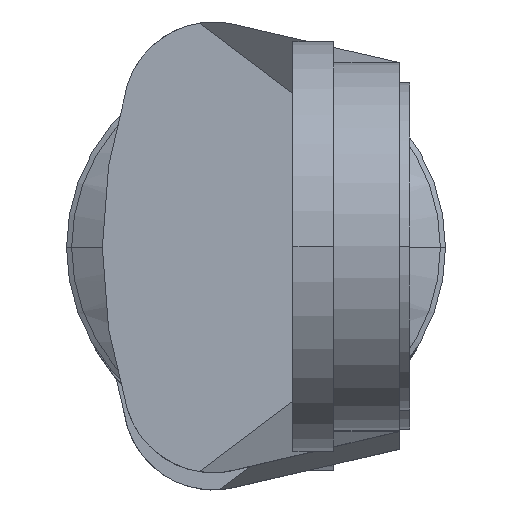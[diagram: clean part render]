
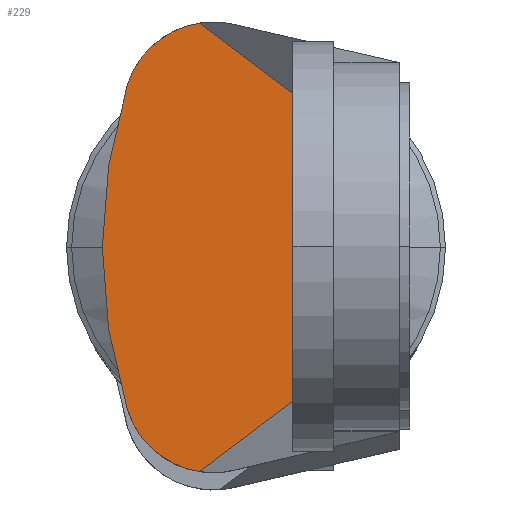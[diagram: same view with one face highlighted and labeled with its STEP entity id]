
A CAD part, top view. The second image highlights one B-rep face of the part: STEP entity #229.
In plain terms, the highlighted planar face has unit normal (0, 0, 1).
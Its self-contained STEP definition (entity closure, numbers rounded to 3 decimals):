
#229=ADVANCED_FACE('',(#545),#544,.F.);
#544=PLANE('',#1252);
#545=FACE_OUTER_BOUND('',#1253,.T.);
#1249=CARTESIAN_POINT('',(5.058,-13.136,92.2));
#1250=DIRECTION('',(0.,0.,-1.));
#1251=DIRECTION('',(-1.,0.,0.));
#1252=AXIS2_PLACEMENT_3D('',#1249,#1250,#1251);
#1253=EDGE_LOOP('',(#1884,#1885,#1886,#1887,#1888,#1889));
#1884=ORIENTED_EDGE('',*,*,#2246,.F.);
#1885=ORIENTED_EDGE('',*,*,#2237,.F.);
#1886=ORIENTED_EDGE('',*,*,#2240,.F.);
#1887=ORIENTED_EDGE('',*,*,#2232,.F.);
#1888=ORIENTED_EDGE('',*,*,#2247,.F.);
#1889=ORIENTED_EDGE('',*,*,#2201,.F.);
#2201=EDGE_CURVE('',#2642,#2649,#2650,.T.);
#2232=EDGE_CURVE('',#2852,#2860,#2861,.T.);
#2237=EDGE_CURVE('',#2887,#2880,#2894,.T.);
#2240=EDGE_CURVE('',#2860,#2887,#2913,.T.);
#2246=EDGE_CURVE('',#2880,#2642,#2953,.T.);
#2247=EDGE_CURVE('',#2649,#2852,#2959,.T.);
#2642=VERTEX_POINT('',#3857);
#2649=VERTEX_POINT('',#3861);
#2650=CIRCLE('',#3865,26.323);
#2852=VERTEX_POINT('',#3992);
#2860=VERTEX_POINT('',#3997);
#2861=LINE('',#3998,#3999);
#2880=VERTEX_POINT('',#4008);
#2887=VERTEX_POINT('',#4012);
#2894=LINE('',#4016,#4017);
#2913=LINE('',#4026,#4027);
#2953=CIRCLE('',#4054,4.397);
#2959=CIRCLE('',#4058,4.397);
#3857=CARTESIAN_POINT('',(-6.278,-7.927,92.2));
#3861=CARTESIAN_POINT('',(-6.278,7.927,92.2));
#3862=CARTESIAN_POINT('',(18.823,0.,92.2));
#3863=DIRECTION('',(0.,0.,-1.));
#3864=DIRECTION('',(1.,0.,0.));
#3865=AXIS2_PLACEMENT_3D('',#3862,#3863,#3864);
#3992=CARTESIAN_POINT('',(-2.766,10.947,92.2));
#3997=CARTESIAN_POINT('',(3.8,6.,92.2));
#3998=CARTESIAN_POINT('',(-2.766,10.947,92.2));
#3999=VECTOR('',#4000,8.221);
#4000=DIRECTION('',(0.799,-0.602,0.));
#4008=CARTESIAN_POINT('',(-2.766,-10.947,92.2));
#4012=CARTESIAN_POINT('',(3.8,-6.,92.2));
#4016=CARTESIAN_POINT('',(3.8,-6.,92.2));
#4017=VECTOR('',#4018,8.221);
#4018=DIRECTION('',(-0.799,-0.602,0.));
#4026=CARTESIAN_POINT('',(3.8,6.,92.2));
#4027=VECTOR('',#4028,12.);
#4028=DIRECTION('',(0.,-1.,0.));
#4051=CARTESIAN_POINT('',(-2.085,-6.603,92.2));
#4052=DIRECTION('',(0.,0.,-1.));
#4053=DIRECTION('',(1.,0.,0.));
#4054=AXIS2_PLACEMENT_3D('',#4051,#4052,#4053);
#4055=CARTESIAN_POINT('',(-2.085,6.603,92.2));
#4056=DIRECTION('',(0.,0.,-1.));
#4057=DIRECTION('',(1.,0.,0.));
#4058=AXIS2_PLACEMENT_3D('',#4055,#4056,#4057);
